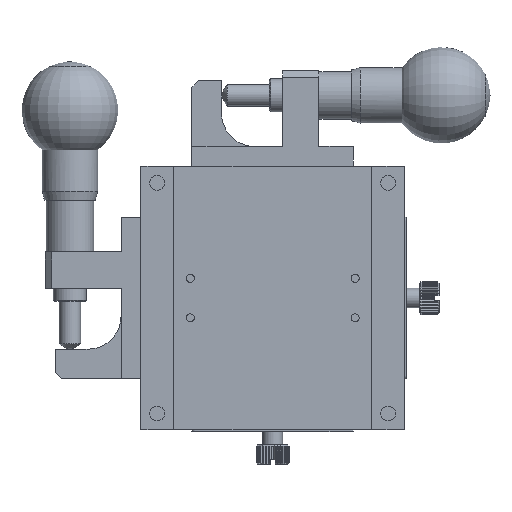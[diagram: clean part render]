
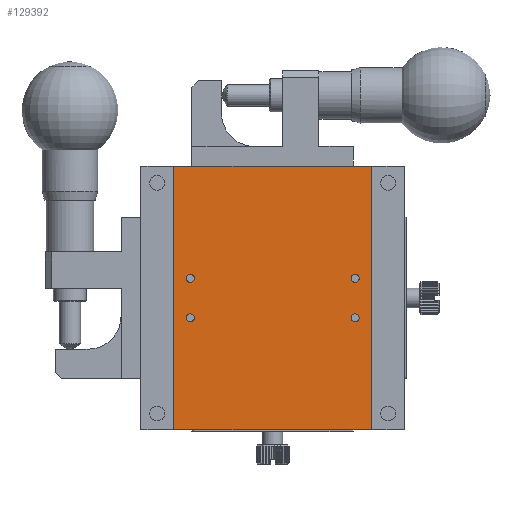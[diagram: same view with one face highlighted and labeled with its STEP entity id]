
A CAD part, front view. The second image highlights one B-rep face of the part: STEP entity #129392.
In plain terms, the highlighted planar face has unit normal (0, -1, 0).
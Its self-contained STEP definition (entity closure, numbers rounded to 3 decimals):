
#2147 = DIRECTION ( 'NONE',  ( 0., 1., 0. ) ) ;
#3887 = DIRECTION ( 'NONE',  ( 0., -1., 0. ) ) ;
#6625 = DIRECTION ( 'NONE',  ( -1., 0., 0. ) ) ;
#14426 = FACE_BOUND ( 'NONE', #92706, .T. ) ;
#14499 = ORIENTED_EDGE ( 'NONE', *, *, #102830, .F. ) ;
#15768 = AXIS2_PLACEMENT_3D ( 'NONE', #64374, #117999, #51231 ) ;
#16174 = PLANE ( 'NONE',  #89302 ) ;
#16688 = VERTEX_POINT ( 'NONE', #20794 ) ;
#20552 = VERTEX_POINT ( 'NONE', #37058 ) ;
#20794 = CARTESIAN_POINT ( 'NONE',  ( 10., 0.5, 0. ) ) ;
#22704 = EDGE_CURVE ( 'NONE', #103816, #103816, #105491, .T. ) ;
#22774 = CIRCLE ( 'NONE', #106822, 1.23 ) ;
#24798 = EDGE_CURVE ( 'NONE', #20552, #20552, #83160, .T. ) ;
#27240 = EDGE_CURVE ( 'NONE', #48207, #124751, #86460, .T. ) ;
#28476 = CARTESIAN_POINT ( 'NONE',  ( 0., 0.5, 0. ) ) ;
#29355 = FACE_BOUND ( 'NONE', #61958, .T. ) ;
#31089 = DIRECTION ( 'NONE',  ( 0., 0., -1. ) ) ;
#34826 = DIRECTION ( 'NONE',  ( 0., 0., -1. ) ) ;
#35528 = AXIS2_PLACEMENT_3D ( 'NONE', #69719, #3887, #31089 ) ;
#36524 = LINE ( 'NONE', #132208, #111507 ) ;
#36825 = VERTEX_POINT ( 'NONE', #52601 ) ;
#37058 = CARTESIAN_POINT ( 'NONE',  ( 65., 0.5, -47.23 ) ) ;
#41192 = AXIS2_PLACEMENT_3D ( 'NONE', #146777, #159108, #47927 ) ;
#44104 = CARTESIAN_POINT ( 'NONE',  ( 0., 0.5, 0. ) ) ;
#44498 = CIRCLE ( 'NONE', #41192, 1.23 ) ;
#45502 = CARTESIAN_POINT ( 'NONE',  ( 15., 0.5, -34. ) ) ;
#47927 = DIRECTION ( 'NONE',  ( 0., 0., -1. ) ) ;
#48207 = VERTEX_POINT ( 'NONE', #138046 ) ;
#48639 = ORIENTED_EDGE ( 'NONE', *, *, #24798, .F. ) ;
#51231 = DIRECTION ( 'NONE',  ( 0., 0., -1. ) ) ;
#52601 = CARTESIAN_POINT ( 'NONE',  ( 70., 0.5, 0. ) ) ;
#55111 = CARTESIAN_POINT ( 'NONE',  ( 15., 0.5, -35.23 ) ) ;
#60756 = CARTESIAN_POINT ( 'NONE',  ( 10., 0.5, -80. ) ) ;
#61958 = EDGE_LOOP ( 'NONE', ( #140871 ) ) ;
#64374 = CARTESIAN_POINT ( 'NONE',  ( 15., 0.5, -46. ) ) ;
#68292 = VERTEX_POINT ( 'NONE', #55111 ) ;
#69719 = CARTESIAN_POINT ( 'NONE',  ( 65., 0.5, -46. ) ) ;
#70793 = ORIENTED_EDGE ( 'NONE', *, *, #22704, .F. ) ;
#76031 = EDGE_LOOP ( 'NONE', ( #125351, #14499, #148156, #144300 ) ) ;
#76836 = FACE_OUTER_BOUND ( 'NONE', #76031, .T. ) ;
#81885 = DIRECTION ( 'NONE',  ( 1., 0., 0. ) ) ;
#83065 = EDGE_LOOP ( 'NONE', ( #48639 ) ) ;
#83160 = CIRCLE ( 'NONE', #35528, 1.23 ) ;
#83396 = VECTOR ( 'NONE', #6625, 1000. ) ;
#84131 = DIRECTION ( 'NONE',  ( 0., 0., -1. ) ) ;
#86460 = LINE ( 'NONE', #124336, #83396 ) ;
#89302 = AXIS2_PLACEMENT_3D ( 'NONE', #28476, #2147, #163686 ) ;
#89651 = ORIENTED_EDGE ( 'NONE', *, *, #123393, .F. ) ;
#92706 = EDGE_LOOP ( 'NONE', ( #89651 ) ) ;
#93730 = CARTESIAN_POINT ( 'NONE',  ( 65., 0.5, -35.23 ) ) ;
#95176 = FACE_BOUND ( 'NONE', #142790, .T. ) ;
#102830 = EDGE_CURVE ( 'NONE', #16688, #36825, #121448, .T. ) ;
#103816 = VERTEX_POINT ( 'NONE', #114453 ) ;
#105491 = CIRCLE ( 'NONE', #15768, 1.23 ) ;
#106822 = AXIS2_PLACEMENT_3D ( 'NONE', #45502, #153521, #84131 ) ;
#109473 = VECTOR ( 'NONE', #135588, 1000. ) ;
#111507 = VECTOR ( 'NONE', #34826, 1000. ) ;
#114453 = CARTESIAN_POINT ( 'NONE',  ( 15., 0.5, -47.23 ) ) ;
#117999 = DIRECTION ( 'NONE',  ( 0., -1., 0. ) ) ;
#121448 = LINE ( 'NONE', #44104, #148132 ) ;
#123393 = EDGE_CURVE ( 'NONE', #145611, #145611, #44498, .T. ) ;
#124268 = EDGE_CURVE ( 'NONE', #36825, #48207, #36524, .T. ) ;
#124336 = CARTESIAN_POINT ( 'NONE',  ( 0., 0.5, -80. ) ) ;
#124751 = VERTEX_POINT ( 'NONE', #60756 ) ;
#125351 = ORIENTED_EDGE ( 'NONE', *, *, #124268, .F. ) ;
#129392 = ADVANCED_FACE ( 'NONE', ( #76836, #29355, #95176, #161962, #14426 ), #16174, .F. ) ;
#132208 = CARTESIAN_POINT ( 'NONE',  ( 70., 0.5, 0. ) ) ;
#134720 = LINE ( 'NONE', #173358, #109473 ) ;
#135588 = DIRECTION ( 'NONE',  ( 0., 0., 1. ) ) ;
#138046 = CARTESIAN_POINT ( 'NONE',  ( 70., 0.5, -80. ) ) ;
#140871 = ORIENTED_EDGE ( 'NONE', *, *, #149099, .F. ) ;
#142790 = EDGE_LOOP ( 'NONE', ( #70793 ) ) ;
#144300 = ORIENTED_EDGE ( 'NONE', *, *, #27240, .F. ) ;
#145611 = VERTEX_POINT ( 'NONE', #93730 ) ;
#146777 = CARTESIAN_POINT ( 'NONE',  ( 65., 0.5, -34. ) ) ;
#147874 = EDGE_CURVE ( 'NONE', #124751, #16688, #134720, .T. ) ;
#148132 = VECTOR ( 'NONE', #81885, 1000. ) ;
#148156 = ORIENTED_EDGE ( 'NONE', *, *, #147874, .F. ) ;
#149099 = EDGE_CURVE ( 'NONE', #68292, #68292, #22774, .T. ) ;
#153521 = DIRECTION ( 'NONE',  ( 0., -1., 0. ) ) ;
#159108 = DIRECTION ( 'NONE',  ( 0., -1., 0. ) ) ;
#161962 = FACE_BOUND ( 'NONE', #83065, .T. ) ;
#163686 = DIRECTION ( 'NONE',  ( 0., 0., 1. ) ) ;
#173358 = CARTESIAN_POINT ( 'NONE',  ( 10., 0.5, 0. ) ) ;
